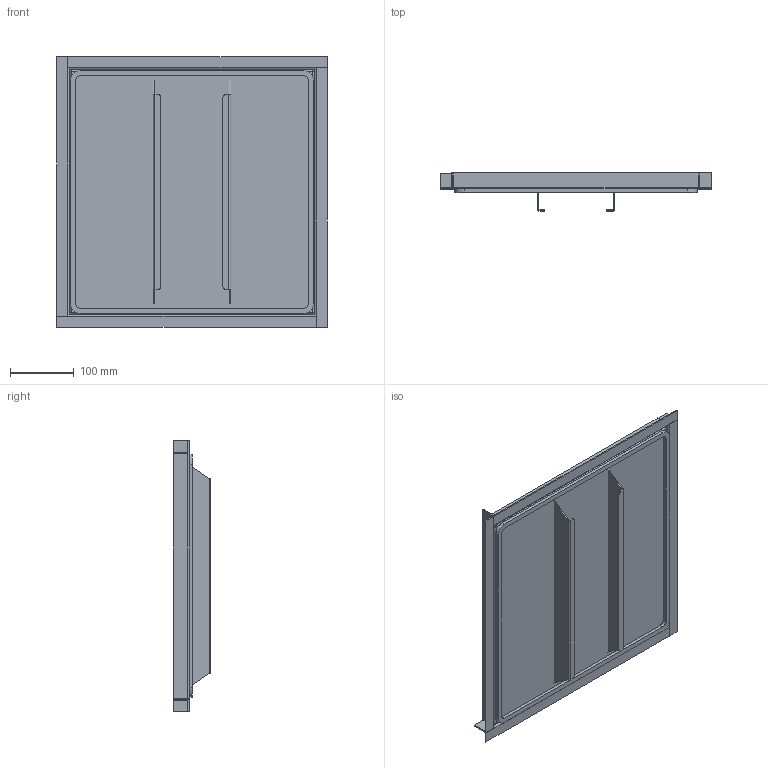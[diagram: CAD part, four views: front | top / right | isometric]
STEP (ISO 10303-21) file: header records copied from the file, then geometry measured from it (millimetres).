
FILE_DESCRIPTION (( 'STEP AP214' ), '1' );
FILE_NAME ('7405956_KSTP1.stp', '2016-10-15T05:46:24', ( '' ), ( '' ), 'SwSTEP 2.0', 'SolidWorks 2016', '' );
FILE_SCHEMA (( 'AUTOMOTIVE_DESIGN' ));
Length unit declared in the file: millimetre
Products named in the file (7): P_42994B_1_Standard; 40547AC_25; 40467BB_39408128_H= 24mm_VA; 43812BB_Standard; 43816BB_Standard; 079420_39408108T1_H= 24mm_VA; 7405956_KSTP1
Assembly tree (10 placements, depth 3):
  7405956_KSTP1
    40467BB_39408128_H= 24mm_VA
      079420_39408108T1_H= 24mm_VA
      43816BB_Standard  x2
      43812BB_Standard
    40547AC_25  x4
    P_42994B_1_Standard
Bounding box: 423.8 x 59 x 423.8 mm (x, y, z)
Volume: 1759664.6 mm3; surface area: 912267.9 mm2
Topology: 9 solids, 9 shells, 182 faces, 412 edges, 248 vertices
Faces by surface type: plane 150, cylinder 32
Entity records: 3650 total; most frequent: DIRECTION 594, CARTESIAN_POINT 588, ORIENTED_EDGE 564, EDGE_CURVE 282, LINE 238, VECTOR 238, AXIS2_PLACEMENT_3D 178, VERTEX_POINT 172
